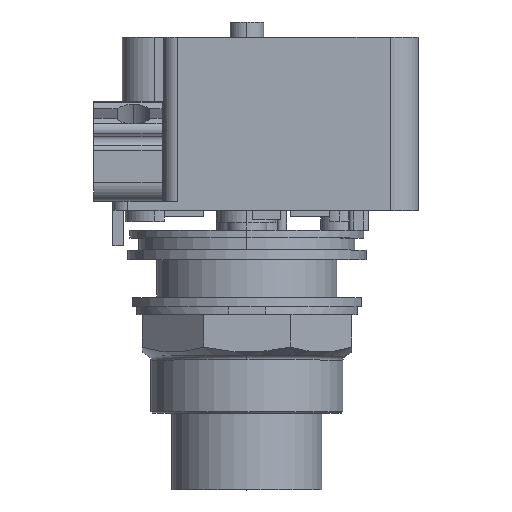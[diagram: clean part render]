
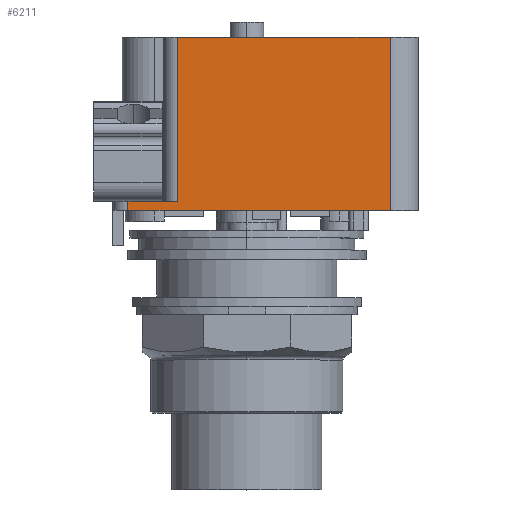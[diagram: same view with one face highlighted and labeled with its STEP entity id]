
A CAD part, top view. The second image highlights one B-rep face of the part: STEP entity #6211.
In plain terms, the highlighted planar face has unit normal (0, 0, 1).
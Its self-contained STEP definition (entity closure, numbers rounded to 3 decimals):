
#4982=CARTESIAN_POINT('POINT4073',(-11.582,43.36,20.32))
   ;
#4983=VERTEX_POINT('VERTEX4073',#4982);
#4992=CARTESIAN_POINT('POINT4074',(-11.582,16.03,20.32
   ));
#4993=VERTEX_POINT('VERTEX4074',#4992);
#5001=CARTESIAN_POINT('POS6221',(-11.582,16.03,20.32))
   ;
#5002=DIRECTION('DIR9087',(0.,1.,
   0.));
#5003=VECTOR('VEC3355',#5002,25.4);
#5004=LINE('STRAIGHT3355',#5001,#5003);
#5005=EDGE_CURVE('EDGE6217',#4993,#4983,#5004,.T.);
#5096=CARTESIAN_POINT('POINT4077',(23.851,43.36,20.32));
#5097=VERTEX_POINT('VERTEX4077',#5096);
#5098=CARTESIAN_POINT('POS6231',(-11.582,43.36,20.32));
#5099=DIRECTION('DIR9101',(-1.,0.,
   0.));
#5100=VECTOR('VEC3361',#5099,25.4);
#5101=LINE('STRAIGHT3361',#5098,#5100);
#5102=EDGE_CURVE('EDGE6225',#5097,#4983,#5101,.T.);
#5179=CARTESIAN_POINT('POINT4084',(-19.812,16.03,20.32)
   );
#5180=VERTEX_POINT('VERTEX4084',#5179);
#5188=CARTESIAN_POINT('POS6241',(-19.812,16.03,20.32));
#5189=DIRECTION('DIR9116',(-1.,0.,
   0.));
#5190=VECTOR('VEC3366',#5189,25.4);
#5191=LINE('STRAIGHT3366',#5188,#5190);
#5192=EDGE_CURVE('EDGE6234',#4993,#5180,#5191,.T.);
#6163=CARTESIAN_POINT('POINT4149',(-19.812,14.506,20.32)
   );
#6164=VERTEX_POINT('VERTEX4149',#6163);
#6172=CARTESIAN_POINT('POS6344',(-19.812,14.506,20.32));
#6173=DIRECTION('DIR9253',(0.,1.,
   0.));
#6174=VECTOR('VEC3435',#6173,25.4);
#6175=LINE('STRAIGHT3435',#6172,#6174);
#6176=EDGE_CURVE('EDGE6335',#6164,#5180,#6175,.T.);
#6186=ORIENTED_EDGE('COEDGE12607',*,*,#5102,.T.);
#6187=ORIENTED_EDGE('COEDGE12608',*,*,#5005,.F.);
#6188=ORIENTED_EDGE('COEDGE12609',*,*,#5192,.T.);
#6189=ORIENTED_EDGE('COEDGE12610',*,*,#6176,.F.);
#6190=CARTESIAN_POINT('POINT4150',(23.851,14.506,20.32)
   );
#6191=VERTEX_POINT('VERTEX4150',#6190);
#6192=CARTESIAN_POINT('POS6346',(3.099,14.506,20.32));
#6193=DIRECTION('DIR9256',(1.,0.,
   0.));
#6194=VECTOR('VEC3436',#6193,25.4);
#6195=LINE('STRAIGHT3436',#6192,#6194);
#6196=EDGE_CURVE('EDGE6336',#6164,#6191,#6195,.T.);
#6197=ORIENTED_EDGE('COEDGE12611',*,*,#6196,.T.);
#6198=CARTESIAN_POINT('POS6347',(23.851,16.03,20.32));
#6199=DIRECTION('DIR9257',(0.,1.,
   0.));
#6200=VECTOR('VEC3437',#6199,25.4);
#6201=LINE('STRAIGHT3437',#6198,#6200);
#6202=EDGE_CURVE('EDGE6337',#6191,#5097,#6201,.T.);
#6203=ORIENTED_EDGE('COEDGE12612',*,*,#6202,.T.);
#6204=EDGE_LOOP('NONE',(#6186,#6187,#6188,#6189,#6197,#6203));
#6205=FACE_BOUND('LOOP1',#6204,.T.);
#6206=CARTESIAN_POINT('POS6348',(7.341,16.03,20.32));
#6207=DIRECTION('DIR9258',(0.,0.,
   1.));
#6208=DIRECTION('DIR9259',(1.,0.,
   0.));
#6209=AXIS2_PLACEMENT_3D('AXIS2911',#6206,#6207,#6208);
#6210=PLANE('PLANE1018',#6209);
#6211=ADVANCED_FACE('FACE2330',(#6205),#6210,.T.);
